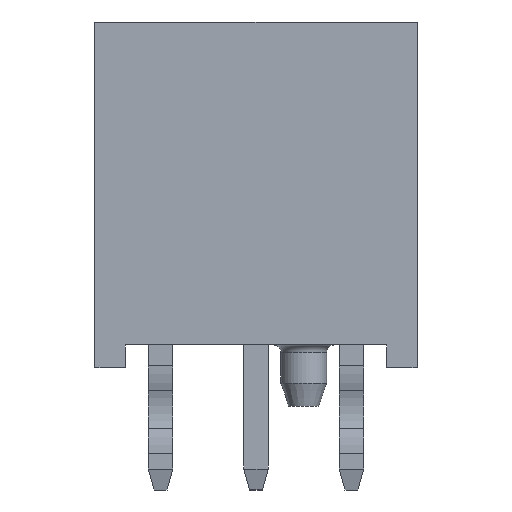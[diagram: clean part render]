
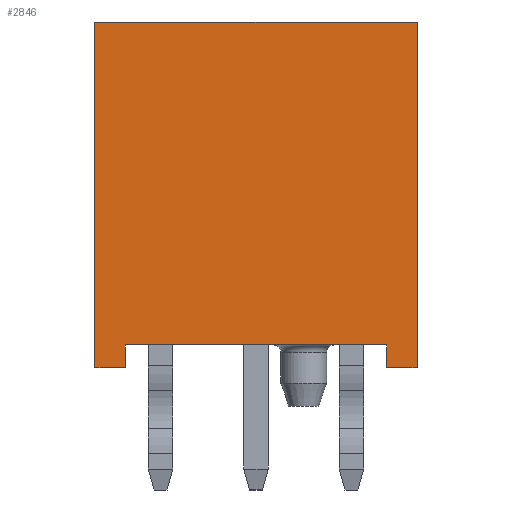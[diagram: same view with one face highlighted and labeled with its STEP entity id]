
A CAD part, front view. The second image highlights one B-rep face of the part: STEP entity #2846.
In plain terms, the highlighted planar face has unit normal (0, -1, 0).
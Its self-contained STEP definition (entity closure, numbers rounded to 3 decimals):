
#229=ORIENTED_EDGE('',*,*,#1025,.F.);
#230=ORIENTED_EDGE('',*,*,#972,.F.);
#231=ORIENTED_EDGE('',*,*,#1024,.T.);
#232=ORIENTED_EDGE('',*,*,#1026,.F.);
#233=ORIENTED_EDGE('',*,*,#1027,.T.);
#234=ORIENTED_EDGE('',*,*,#934,.T.);
#235=ORIENTED_EDGE('',*,*,#1028,.F.);
#236=ORIENTED_EDGE('',*,*,#1029,.F.);
#934=EDGE_CURVE('',#1334,#1333,#1591,.T.);
#972=EDGE_CURVE('',#1371,#1372,#1629,.T.);
#1024=EDGE_CURVE('',#1371,#1418,#1677,.T.);
#1025=EDGE_CURVE('',#1372,#1419,#1678,.T.);
#1026=EDGE_CURVE('',#1420,#1418,#1679,.T.);
#1027=EDGE_CURVE('',#1420,#1334,#1680,.T.);
#1028=EDGE_CURVE('',#1421,#1333,#1681,.T.);
#1029=EDGE_CURVE('',#1419,#1421,#1682,.T.);
#1333=VERTEX_POINT('',#4077);
#1334=VERTEX_POINT('',#4079);
#1371=VERTEX_POINT('',#4156);
#1372=VERTEX_POINT('',#4157);
#1418=VERTEX_POINT('',#4274);
#1419=VERTEX_POINT('',#4278);
#1420=VERTEX_POINT('',#4280);
#1421=VERTEX_POINT('',#4283);
#1591=LINE('',#4078,#1972);
#1629=LINE('',#4155,#2010);
#1677=LINE('',#4275,#2058);
#1678=LINE('',#4277,#2059);
#1679=LINE('',#4279,#2060);
#1680=LINE('',#4281,#2061);
#1681=LINE('',#4282,#2062);
#1682=LINE('',#4284,#2063);
#1972=VECTOR('',#3282,1000.);
#2010=VECTOR('',#3324,1000.);
#2058=VECTOR('',#3380,1000.);
#2059=VECTOR('',#3383,1000.);
#2060=VECTOR('',#3384,1000.);
#2061=VECTOR('',#3385,1000.);
#2062=VECTOR('',#3386,1000.);
#2063=VECTOR('',#3387,1000.);
#2339=EDGE_LOOP('',(#229,#230,#231,#232,#233,#234,#235,#236));
#2525=FACE_BOUND('',#2339,.T.);
#2692=PLANE('',#3049);
#2846=ADVANCED_FACE('',(#2525),#2692,.F.);
#3049=AXIS2_PLACEMENT_3D('',#4276,#3381,#3382);
#3282=DIRECTION('',(1.,0.,0.));
#3324=DIRECTION('',(1.,0.,0.));
#3380=DIRECTION('',(0.,0.,-1.));
#3381=DIRECTION('',(0.,1.,0.));
#3382=DIRECTION('',(-1.,0.,0.));
#3383=DIRECTION('',(0.,0.,-1.));
#3384=DIRECTION('',(-1.,0.,0.));
#3385=DIRECTION('',(0.,0.,1.));
#3386=DIRECTION('',(0.,0.,1.));
#3387=DIRECTION('',(-1.,0.,0.));
#4077=CARTESIAN_POINT('',(3.42,-2.99,0.));
#4078=CARTESIAN_POINT('',(-4.22,-2.99,0.));
#4079=CARTESIAN_POINT('',(-3.42,-2.99,0.));
#4155=CARTESIAN_POINT('',(-4.22,-2.99,8.46));
#4156=CARTESIAN_POINT('',(-4.22,-2.99,8.46));
#4157=CARTESIAN_POINT('',(4.22,-2.99,8.46));
#4274=CARTESIAN_POINT('',(-4.22,-2.99,-0.6));
#4275=CARTESIAN_POINT('',(-4.22,-2.99,8.46));
#4276=CARTESIAN_POINT('',(-4.22,-2.99,8.46));
#4277=CARTESIAN_POINT('',(4.22,-2.99,8.46));
#4278=CARTESIAN_POINT('',(4.22,-2.99,-0.6));
#4279=CARTESIAN_POINT('',(-3.42,-2.99,-0.6));
#4280=CARTESIAN_POINT('',(-3.42,-2.99,-0.6));
#4281=CARTESIAN_POINT('',(-3.42,-2.99,-0.6));
#4282=CARTESIAN_POINT('',(3.42,-2.99,-0.6));
#4283=CARTESIAN_POINT('',(3.42,-2.99,-0.6));
#4284=CARTESIAN_POINT('',(4.22,-2.99,-0.6));
